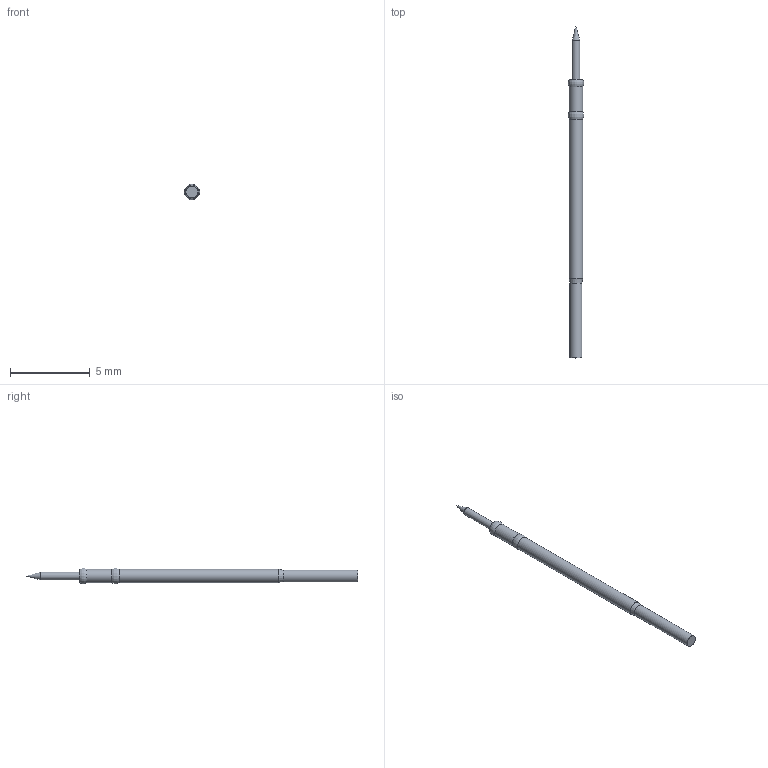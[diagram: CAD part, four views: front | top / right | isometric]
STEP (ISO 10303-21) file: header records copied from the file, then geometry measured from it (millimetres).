
FILE_DESCRIPTION(('FreeCAD Model'),'2;1');
FILE_NAME('Open CASCADE Shape Model','2025-03-23T10:52:17',(''),(''), 'Open CASCADE STEP processor 7.6','FreeCAD','Unknown');
FILE_SCHEMA(('AUTOMOTIVE_DESIGN { 1 0 10303 214 1 1 1 1 }'));
Length unit declared in the file: millimetre
Products named in the file (1): P50-B1 + R50-1S
Bounding box: 0.97 x 20.85 x 0.95 mm (x, y, z)
Volume: 10.1 mm3; surface area: 51.2 mm2
Topology: 1 solids, 1 shells, 10 faces, 18 edges, 10 vertices
Faces by surface type: cylinder 4, revolution 2, cone 2, plane 2
Full cylindrical faces by diameter (mm): 0.48 x1, 0.75 x1, 0.86 x2
Entity records: 270 total; most frequent: DIRECTION 52, CARTESIAN_POINT 40, ORIENTED_EDGE 34, AXIS2_PLACEMENT_3D 22, EDGE_CURVE 17, CIRCLE 13, FACE_BOUND 11, EDGE_LOOP 11
